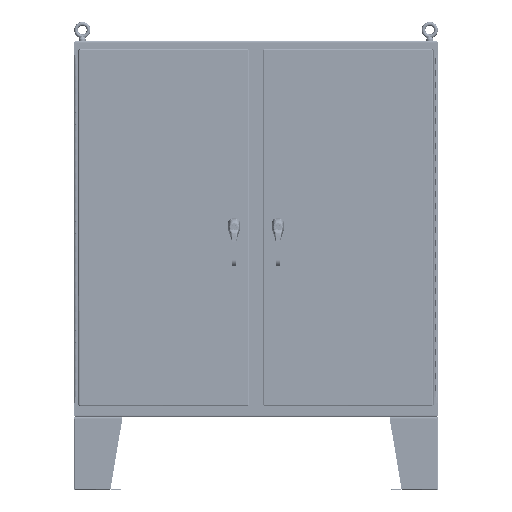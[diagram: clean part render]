
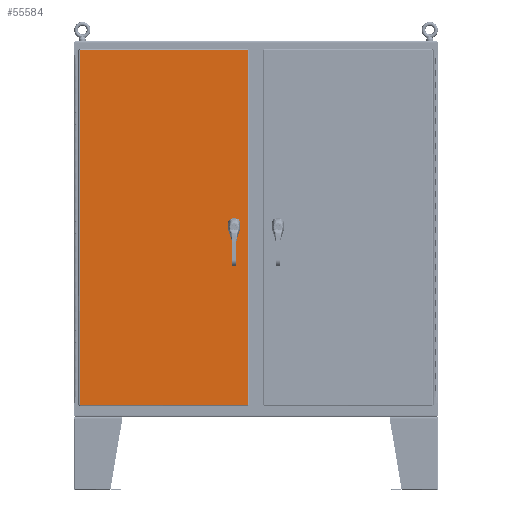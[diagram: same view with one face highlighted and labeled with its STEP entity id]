
A CAD part, top view. The second image highlights one B-rep face of the part: STEP entity #55584.
In plain terms, the highlighted planar face has unit normal (0, 0, 1).
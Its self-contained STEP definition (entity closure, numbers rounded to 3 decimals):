
#2449=FACE_BOUND('',#8679,.T.);
#2450=FACE_BOUND('',#8680,.T.);
#2451=FACE_BOUND('',#8681,.T.);
#2452=FACE_BOUND('',#8682,.T.);
#3462=PLANE('',#60900);
#5324=FACE_OUTER_BOUND('',#8678,.T.);
#8678=EDGE_LOOP('',(#41914,#41915,#41916,#41917));
#8679=EDGE_LOOP('',(#41918,#41919,#41920,#41921,#41922,#41923,#41924,#41925));
#8680=EDGE_LOOP('',(#41926));
#8681=EDGE_LOOP('',(#41927));
#8682=EDGE_LOOP('',(#41928));
#11623=CIRCLE('',#60846,0.453);
#11625=CIRCLE('',#60850,0.453);
#11627=CIRCLE('',#60854,0.453);
#11629=CIRCLE('',#60858,0.453);
#11630=CIRCLE('',#60860,0.141);
#11632=CIRCLE('',#60863,0.141);
#11634=CIRCLE('',#60866,0.141);
#15746=LINE('',#92060,#20068);
#15750=LINE('',#92072,#20072);
#15754=LINE('',#92084,#20076);
#15758=LINE('',#92096,#20080);
#15780=LINE('',#92167,#20102);
#15792=LINE('',#92281,#20114);
#15807=LINE('',#92401,#20129);
#15822=LINE('',#92520,#20144);
#20068=VECTOR('',#70801,0.394);
#20072=VECTOR('',#70813,0.394);
#20076=VECTOR('',#70825,0.394);
#20080=VECTOR('',#70837,0.394);
#20102=VECTOR('',#70895,0.394);
#20114=VECTOR('',#70919,0.394);
#20129=VECTOR('',#70948,0.394);
#20144=VECTOR('',#70977,0.394);
#24267=VERTEX_POINT('',#92057);
#24268=VERTEX_POINT('',#92059);
#24270=VERTEX_POINT('',#92065);
#24272=VERTEX_POINT('',#92071);
#24274=VERTEX_POINT('',#92077);
#24276=VERTEX_POINT('',#92083);
#24278=VERTEX_POINT('',#92089);
#24280=VERTEX_POINT('',#92095);
#24281=VERTEX_POINT('',#92102);
#24283=VERTEX_POINT('',#92108);
#24285=VERTEX_POINT('',#92114);
#24300=VERTEX_POINT('',#92155);
#24301=VERTEX_POINT('',#92166);
#24309=VERTEX_POINT('',#92270);
#24319=VERTEX_POINT('',#92390);
#30451=EDGE_CURVE('',#24268,#24267,#15746,.T.);
#30454=EDGE_CURVE('',#24270,#24268,#11623,.T.);
#30457=EDGE_CURVE('',#24272,#24270,#15750,.T.);
#30460=EDGE_CURVE('',#24274,#24272,#11625,.T.);
#30463=EDGE_CURVE('',#24276,#24274,#15754,.T.);
#30466=EDGE_CURVE('',#24278,#24276,#11627,.T.);
#30469=EDGE_CURVE('',#24280,#24278,#15758,.T.);
#30472=EDGE_CURVE('',#24267,#24280,#11629,.T.);
#30473=EDGE_CURVE('',#24281,#24281,#11630,.T.);
#30476=EDGE_CURVE('',#24283,#24283,#11632,.T.);
#30479=EDGE_CURVE('',#24285,#24285,#11634,.T.);
#30500=EDGE_CURVE('',#24301,#24300,#15780,.T.);
#30516=EDGE_CURVE('',#24300,#24309,#15792,.T.);
#30535=EDGE_CURVE('',#24309,#24319,#15807,.T.);
#30554=EDGE_CURVE('',#24319,#24301,#15822,.T.);
#41914=ORIENTED_EDGE('',*,*,#30500,.T.);
#41915=ORIENTED_EDGE('',*,*,#30516,.T.);
#41916=ORIENTED_EDGE('',*,*,#30535,.T.);
#41917=ORIENTED_EDGE('',*,*,#30554,.T.);
#41918=ORIENTED_EDGE('',*,*,#30451,.T.);
#41919=ORIENTED_EDGE('',*,*,#30472,.T.);
#41920=ORIENTED_EDGE('',*,*,#30469,.T.);
#41921=ORIENTED_EDGE('',*,*,#30466,.T.);
#41922=ORIENTED_EDGE('',*,*,#30463,.T.);
#41923=ORIENTED_EDGE('',*,*,#30460,.T.);
#41924=ORIENTED_EDGE('',*,*,#30457,.T.);
#41925=ORIENTED_EDGE('',*,*,#30454,.T.);
#41926=ORIENTED_EDGE('',*,*,#30473,.T.);
#41927=ORIENTED_EDGE('',*,*,#30476,.T.);
#41928=ORIENTED_EDGE('',*,*,#30479,.T.);
#55584=ADVANCED_FACE('',(#5324,#2449,#2450,#2451,#2452),#3462,.T.);
#60846=AXIS2_PLACEMENT_3D('',#92066,#70807,#70808);
#60850=AXIS2_PLACEMENT_3D('',#92078,#70819,#70820);
#60854=AXIS2_PLACEMENT_3D('',#92090,#70831,#70832);
#60858=AXIS2_PLACEMENT_3D('',#92100,#70843,#70844);
#60860=AXIS2_PLACEMENT_3D('',#92103,#70847,#70848);
#60863=AXIS2_PLACEMENT_3D('',#92109,#70854,#70855);
#60866=AXIS2_PLACEMENT_3D('',#92115,#70861,#70862);
#60900=AXIS2_PLACEMENT_3D('',#92623,#71002,#71003);
#70801=DIRECTION('',(0.,1.,0.));
#70807=DIRECTION('center_axis',(0.,0.,-1.));
#70808=DIRECTION('ref_axis',(-0.882,-0.471,0.));
#70813=DIRECTION('',(-1.,0.,0.));
#70819=DIRECTION('center_axis',(0.,0.,-1.));
#70820=DIRECTION('ref_axis',(0.471,-0.882,0.));
#70825=DIRECTION('',(0.,-1.,0.));
#70831=DIRECTION('center_axis',(0.,0.,-1.));
#70832=DIRECTION('ref_axis',(0.882,0.471,0.));
#70837=DIRECTION('',(1.,0.,0.));
#70843=DIRECTION('center_axis',(0.,0.,-1.));
#70844=DIRECTION('ref_axis',(-0.471,0.882,0.));
#70847=DIRECTION('center_axis',(0.,0.,-1.));
#70848=DIRECTION('ref_axis',(-1.,0.,0.));
#70854=DIRECTION('center_axis',(0.,0.,-1.));
#70855=DIRECTION('ref_axis',(-1.,0.,0.));
#70861=DIRECTION('center_axis',(0.,0.,-1.));
#70862=DIRECTION('ref_axis',(-1.,0.,0.));
#70895=DIRECTION('',(0.,-1.,0.));
#70919=DIRECTION('',(1.,0.,0.));
#70948=DIRECTION('',(0.,1.,0.));
#70977=DIRECTION('',(-1.,0.,0.));
#71002=DIRECTION('center_axis',(0.,0.,1.));
#71003=DIRECTION('ref_axis',(1.,0.,0.));
#92057=CARTESIAN_POINT('',(25.288,29.714,0.134));
#92059=CARTESIAN_POINT('',(25.288,29.286,0.134));
#92060=CARTESIAN_POINT('',(25.288,29.607,0.134));
#92065=CARTESIAN_POINT('',(25.474,29.1,0.134));
#92066=CARTESIAN_POINT('Origin',(25.688,29.5,0.134));
#92071=CARTESIAN_POINT('',(25.901,29.101,0.134));
#92072=CARTESIAN_POINT('',(19.784,29.1,0.134));
#92077=CARTESIAN_POINT('',(26.087,29.286,0.134));
#92078=CARTESIAN_POINT('Origin',(25.688,29.5,0.134));
#92083=CARTESIAN_POINT('',(26.087,29.714,0.134));
#92084=CARTESIAN_POINT('',(26.087,29.393,0.134));
#92089=CARTESIAN_POINT('',(25.901,29.9,0.134));
#92090=CARTESIAN_POINT('Origin',(25.687,29.5,0.134));
#92095=CARTESIAN_POINT('',(25.474,29.899,0.134));
#92096=CARTESIAN_POINT('',(19.997,29.899,0.134));
#92100=CARTESIAN_POINT('Origin',(25.688,29.5,0.134));
#92102=CARTESIAN_POINT('',(25.828,30.385,0.134));
#92103=CARTESIAN_POINT('Origin',(25.688,30.385,0.134));
#92108=CARTESIAN_POINT('',(25.828,28.614,0.134));
#92109=CARTESIAN_POINT('Origin',(25.688,28.614,0.134));
#92114=CARTESIAN_POINT('',(25.828,28.122,0.134));
#92115=CARTESIAN_POINT('Origin',(25.688,28.122,0.134));
#92155=CARTESIAN_POINT('',(0.228,0.228,0.134));
#92166=CARTESIAN_POINT('',(0.228,58.772,0.134));
#92167=CARTESIAN_POINT('',(0.228,44.136,0.134));
#92270=CARTESIAN_POINT('',(27.96,0.228,0.134));
#92281=CARTESIAN_POINT('',(7.161,0.228,0.134));
#92390=CARTESIAN_POINT('',(27.96,58.772,0.134));
#92401=CARTESIAN_POINT('',(27.96,14.864,0.134));
#92520=CARTESIAN_POINT('',(21.027,58.772,0.134));
#92623=CARTESIAN_POINT('Origin',(14.094,29.5,0.134));
